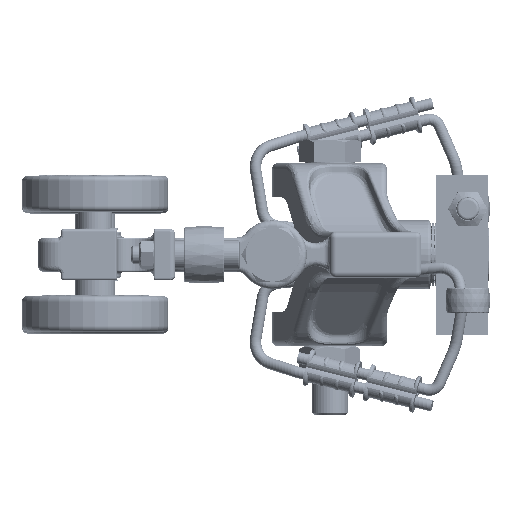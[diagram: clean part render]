
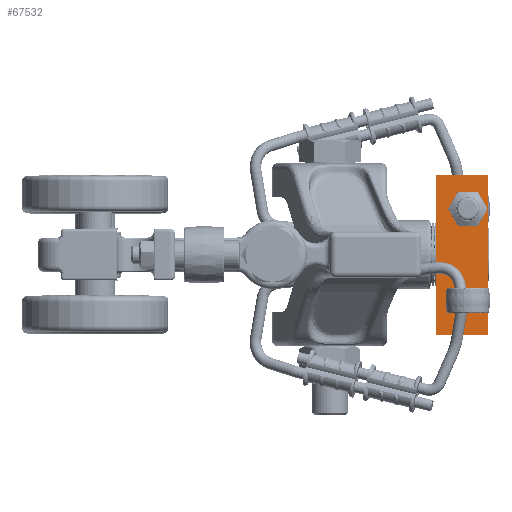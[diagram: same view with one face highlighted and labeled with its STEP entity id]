
A CAD part, left-side view. The second image highlights one B-rep face of the part: STEP entity #67532.
In plain terms, the highlighted face is planar.
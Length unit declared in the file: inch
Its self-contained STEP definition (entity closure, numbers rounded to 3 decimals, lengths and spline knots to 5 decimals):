
#67430=CARTESIAN_POINT('',(2.46875,0.4375,-1.21875));
#67431=VERTEX_POINT('',#67430);
#67432=CARTESIAN_POINT('',(2.75,0.4375,-1.21875));
#67433=DIRECTION('',(0.0,0.0,1.0));
#67434=DIRECTION('',(1.0,0.0,0.0));
#67435=AXIS2_PLACEMENT_3D('',#67432,#67433,#67434);
#67436=CIRCLE('',#67435,0.28125);
#67437=EDGE_CURVE('',#67431,#67431,#67436,.T.);
#67461=CARTESIAN_POINT('',(0.46875,0.4375,-1.21875));
#67462=VERTEX_POINT('',#67461);
#67463=CARTESIAN_POINT('',(0.75,0.4375,-1.21875));
#67464=DIRECTION('',(0.0,0.0,1.0));
#67465=DIRECTION('',(1.0,0.0,0.0));
#67466=AXIS2_PLACEMENT_3D('',#67463,#67464,#67465);
#67467=CIRCLE('',#67466,0.28125);
#67468=EDGE_CURVE('',#67462,#67462,#67467,.T.);
#67487=CARTESIAN_POINT('',(1.75,0.5625,-1.21875));
#67488=DIRECTION('',(0.0,0.0,1.0));
#67489=DIRECTION('',(1.0,0.0,0.0));
#67490=AXIS2_PLACEMENT_3D('',#67487,#67488,#67489);
#67491=PLANE('',#67490);
#67492=CARTESIAN_POINT('',(3.5,0.0,-1.21875));
#67493=VERTEX_POINT('',#67492);
#67494=CARTESIAN_POINT('',(3.5,1.125,-1.21875));
#67495=VERTEX_POINT('',#67494);
#67496=CARTESIAN_POINT('',(3.5,0.0,-1.21875));
#67497=DIRECTION('',(0.0,1.0,0.0));
#67498=VECTOR('',#67497,1.125);
#67499=LINE('',#67496,#67498);
#67500=EDGE_CURVE('',#67493,#67495,#67499,.T.);
#67501=ORIENTED_EDGE('',*,*,#67500,.F.);
#67502=CARTESIAN_POINT('',(0.0,0.0,-1.21875));
#67503=VERTEX_POINT('',#67502);
#67504=CARTESIAN_POINT('',(0.0,0.0,-1.21875));
#67505=DIRECTION('',(1.0,0.0,0.0));
#67506=VECTOR('',#67505,3.5);
#67507=LINE('',#67504,#67506);
#67508=EDGE_CURVE('',#67503,#67493,#67507,.T.);
#67509=ORIENTED_EDGE('',*,*,#67508,.F.);
#67510=CARTESIAN_POINT('',(0.,1.125,-1.21875));
#67511=VERTEX_POINT('',#67510);
#67512=CARTESIAN_POINT('',(0.,1.125,-1.21875));
#67513=DIRECTION('',(0.0,-1.0,0.0));
#67514=VECTOR('',#67513,1.125);
#67515=LINE('',#67512,#67514);
#67516=EDGE_CURVE('',#67511,#67503,#67515,.T.);
#67517=ORIENTED_EDGE('',*,*,#67516,.F.);
#67518=CARTESIAN_POINT('',(3.5,1.125,-1.21875));
#67519=DIRECTION('',(-1.0,0.0,0.0));
#67520=VECTOR('',#67519,3.5);
#67521=LINE('',#67518,#67520);
#67522=EDGE_CURVE('',#67495,#67511,#67521,.T.);
#67523=ORIENTED_EDGE('',*,*,#67522,.F.);
#67524=EDGE_LOOP('',(#67501,#67509,#67517,#67523));
#67525=FACE_OUTER_BOUND('',#67524,.T.);
#67526=ORIENTED_EDGE('',*,*,#67437,.T.);
#67527=EDGE_LOOP('',(#67526));
#67528=FACE_BOUND('',#67527,.T.);
#67529=ORIENTED_EDGE('',*,*,#67468,.T.);
#67530=EDGE_LOOP('',(#67529));
#67531=FACE_BOUND('',#67530,.T.);
#67532=ADVANCED_FACE('',(#67525,#67528,#67531),#67491,.F.);
